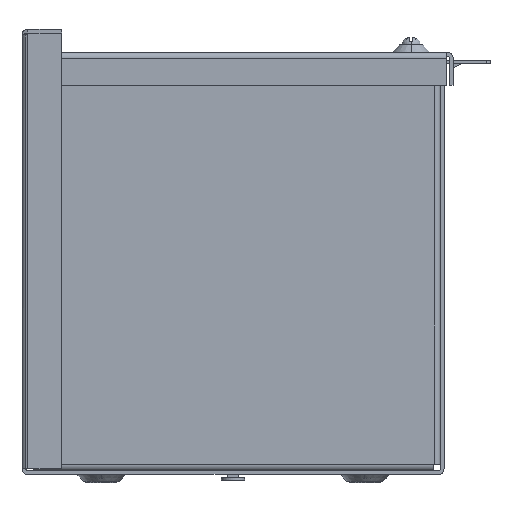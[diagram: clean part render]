
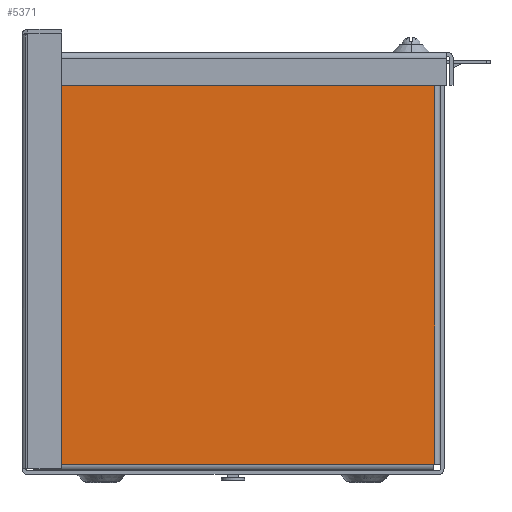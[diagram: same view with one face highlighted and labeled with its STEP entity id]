
A CAD part, left-side view. The second image highlights one B-rep face of the part: STEP entity #5371.
In plain terms, the highlighted planar face has unit normal (-1, 0, 0).
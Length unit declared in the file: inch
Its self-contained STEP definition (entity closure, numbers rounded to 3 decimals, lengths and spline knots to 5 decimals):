
#514 = ORIENTED_EDGE ( 'NONE', *, *, #21052, .T. ) ;
#565 = EDGE_CURVE ( 'NONE', #14772, #20480, #12868, .T. ) ;
#733 = VECTOR ( 'NONE', #18329, 39.37008 ) ;
#1045 = DIRECTION ( 'NONE',  ( 0., 1., 0. ) ) ;
#1557 = CARTESIAN_POINT ( 'NONE',  ( -12., -3.82, 7.908 ) ) ;
#2035 = VECTOR ( 'NONE', #5901, 39.37008 ) ;
#2125 = DIRECTION ( 'NONE',  ( 0., -1., 0. ) ) ;
#2409 = CARTESIAN_POINT ( 'NONE',  ( -12., 3.783, 0.197 ) ) ;
#2441 = ORIENTED_EDGE ( 'NONE', *, *, #3532, .T. ) ;
#2556 = LINE ( 'NONE', #24829, #8529 ) ;
#2846 = ORIENTED_EDGE ( 'NONE', *, *, #16229, .T. ) ;
#3205 = VERTEX_POINT ( 'NONE', #22530 ) ;
#3514 = CARTESIAN_POINT ( 'NONE',  ( -12., 3.783, 7.783 ) ) ;
#3532 = EDGE_CURVE ( 'NONE', #8351, #13752, #2556, .T. ) ;
#3973 = DIRECTION ( 'NONE',  ( 0., 1., 0. ) ) ;
#4077 = EDGE_LOOP ( 'NONE', ( #17286, #21985, #7602, #2846, #2441, #24635, #23986, #9460, #19769, #13235, #16625, #514 ) ) ;
#4192 = VERTEX_POINT ( 'NONE', #4471 ) ;
#4334 = VECTOR ( 'NONE', #2125, 39.37008 ) ;
#4471 = CARTESIAN_POINT ( 'NONE',  ( -12., -3.803, 7.783 ) ) ;
#4618 = VECTOR ( 'NONE', #3973, 39.37008 ) ;
#5123 = CARTESIAN_POINT ( 'NONE',  ( -12., -3.803, 7.783 ) ) ;
#5371 = ADVANCED_FACE ( 'NONE', ( #24716 ), #18721, .T. ) ;
#5833 = CARTESIAN_POINT ( 'NONE',  ( -12., 3.908, 7.8 ) ) ;
#5901 = DIRECTION ( 'NONE',  ( 0., 0., 1. ) ) ;
#6002 = DIRECTION ( 'NONE',  ( 0., 0., 1. ) ) ;
#6156 = CARTESIAN_POINT ( 'NONE',  ( -12., 3.8, 7.783 ) ) ;
#6458 = CARTESIAN_POINT ( 'NONE',  ( -12., 3.783, 0.072 ) ) ;
#6882 = DIRECTION ( 'NONE',  ( 0., 0., 1. ) ) ;
#7085 = EDGE_CURVE ( 'NONE', #13375, #4192, #23083, .T. ) ;
#7136 = LINE ( 'NONE', #8717, #20102 ) ;
#7602 = ORIENTED_EDGE ( 'NONE', *, *, #15766, .T. ) ;
#8035 = LINE ( 'NONE', #18409, #4334 ) ;
#8351 = VERTEX_POINT ( 'NONE', #11563 ) ;
#8529 = VECTOR ( 'NONE', #18323, 39.37008 ) ;
#8538 = CARTESIAN_POINT ( 'NONE',  ( -12., 3.783, 0.18 ) ) ;
#8717 = CARTESIAN_POINT ( 'NONE',  ( -12., -3.803, 0.197 ) ) ;
#8774 = DIRECTION ( 'NONE',  ( 0., 1., 0. ) ) ;
#8913 = LINE ( 'NONE', #20596, #14751 ) ;
#8976 = DIRECTION ( 'NONE',  ( -1., 0., 0. ) ) ;
#9460 = ORIENTED_EDGE ( 'NONE', *, *, #13612, .T. ) ;
#9817 = LINE ( 'NONE', #1557, #2035 ) ;
#9920 = EDGE_CURVE ( 'NONE', #11564, #13375, #9817, .T. ) ;
#10048 = CARTESIAN_POINT ( 'NONE',  ( -12., 3.8, 7.908 ) ) ;
#10405 = VERTEX_POINT ( 'NONE', #2409 ) ;
#11249 = CARTESIAN_POINT ( 'NONE',  ( -12., -3.803, 0.197 ) ) ;
#11297 = VERTEX_POINT ( 'NONE', #11249 ) ;
#11563 = CARTESIAN_POINT ( 'NONE',  ( -12., 3.783, 7.8 ) ) ;
#11564 = VERTEX_POINT ( 'NONE', #18467 ) ;
#12243 = LINE ( 'NONE', #5833, #4618 ) ;
#12279 = CARTESIAN_POINT ( 'NONE',  ( -12., -3.803, 7.908 ) ) ;
#12787 = VERTEX_POINT ( 'NONE', #16868 ) ;
#12868 = LINE ( 'NONE', #24792, #24136 ) ;
#13211 = CARTESIAN_POINT ( 'NONE',  ( -12., -3.803, 0.18 ) ) ;
#13235 = ORIENTED_EDGE ( 'NONE', *, *, #565, .T. ) ;
#13375 = VERTEX_POINT ( 'NONE', #17737 ) ;
#13612 = EDGE_CURVE ( 'NONE', #12787, #10405, #8913, .T. ) ;
#13674 = EDGE_CURVE ( 'NONE', #10405, #14772, #22691, .T. ) ;
#13752 = VERTEX_POINT ( 'NONE', #3514 ) ;
#14182 = VECTOR ( 'NONE', #1045, 39.37008 ) ;
#14486 = VECTOR ( 'NONE', #8774, 39.37008 ) ;
#14751 = VECTOR ( 'NONE', #18647, 39.37008 ) ;
#14772 = VERTEX_POINT ( 'NONE', #8538 ) ;
#14894 = DIRECTION ( 'NONE',  ( 0., 0., -1. ) ) ;
#14981 = DIRECTION ( 'NONE',  ( 0., -1., 0. ) ) ;
#15307 = AXIS2_PLACEMENT_3D ( 'NONE', #22633, #8976, #14894 ) ;
#15561 = EDGE_CURVE ( 'NONE', #20480, #11297, #7136, .T. ) ;
#15594 = VECTOR ( 'NONE', #22947, 39.37008 ) ;
#15766 = EDGE_CURVE ( 'NONE', #4192, #3205, #22111, .T. ) ;
#16229 = EDGE_CURVE ( 'NONE', #3205, #8351, #12243, .T. ) ;
#16364 = LINE ( 'NONE', #10048, #733 ) ;
#16625 = ORIENTED_EDGE ( 'NONE', *, *, #15561, .T. ) ;
#16868 = CARTESIAN_POINT ( 'NONE',  ( -12., 3.8, 0.197 ) ) ;
#17286 = ORIENTED_EDGE ( 'NONE', *, *, #9920, .T. ) ;
#17737 = CARTESIAN_POINT ( 'NONE',  ( -12., -3.82, 7.783 ) ) ;
#18323 = DIRECTION ( 'NONE',  ( 0., 0., -1. ) ) ;
#18329 = DIRECTION ( 'NONE',  ( 0., 0., -1. ) ) ;
#18409 = CARTESIAN_POINT ( 'NONE',  ( -12., -3.928, 0.197 ) ) ;
#18431 = VECTOR ( 'NONE', #6002, 39.37008 ) ;
#18467 = CARTESIAN_POINT ( 'NONE',  ( -12., -3.82, 0.197 ) ) ;
#18647 = DIRECTION ( 'NONE',  ( 0., -1., 0. ) ) ;
#18721 = PLANE ( 'NONE',  #15307 ) ;
#19393 = CARTESIAN_POINT ( 'NONE',  ( -12., 3.908, 7.783 ) ) ;
#19769 = ORIENTED_EDGE ( 'NONE', *, *, #13674, .T. ) ;
#20102 = VECTOR ( 'NONE', #6882, 39.37008 ) ;
#20480 = VERTEX_POINT ( 'NONE', #13211 ) ;
#20596 = CARTESIAN_POINT ( 'NONE',  ( -12., 3.783, 0.197 ) ) ;
#21052 = EDGE_CURVE ( 'NONE', #11297, #11564, #8035, .T. ) ;
#21985 = ORIENTED_EDGE ( 'NONE', *, *, #7085, .T. ) ;
#22111 = LINE ( 'NONE', #12279, #18431 ) ;
#22530 = CARTESIAN_POINT ( 'NONE',  ( -12., -3.803, 7.8 ) ) ;
#22633 = CARTESIAN_POINT ( 'NONE',  ( -12., 3.908, 7.908 ) ) ;
#22691 = LINE ( 'NONE', #6458, #15594 ) ;
#22947 = DIRECTION ( 'NONE',  ( 0., 0., -1. ) ) ;
#23083 = LINE ( 'NONE', #5123, #14182 ) ;
#23193 = LINE ( 'NONE', #19393, #14486 ) ;
#23986 = ORIENTED_EDGE ( 'NONE', *, *, #25820, .T. ) ;
#24024 = EDGE_CURVE ( 'NONE', #13752, #25377, #23193, .T. ) ;
#24136 = VECTOR ( 'NONE', #14981, 39.37008 ) ;
#24635 = ORIENTED_EDGE ( 'NONE', *, *, #24024, .T. ) ;
#24716 = FACE_OUTER_BOUND ( 'NONE', #4077, .T. ) ;
#24792 = CARTESIAN_POINT ( 'NONE',  ( -12., 3.908, 0.18 ) ) ;
#24829 = CARTESIAN_POINT ( 'NONE',  ( -12., 3.783, 7.783 ) ) ;
#25377 = VERTEX_POINT ( 'NONE', #6156 ) ;
#25820 = EDGE_CURVE ( 'NONE', #25377, #12787, #16364, .T. ) ;
